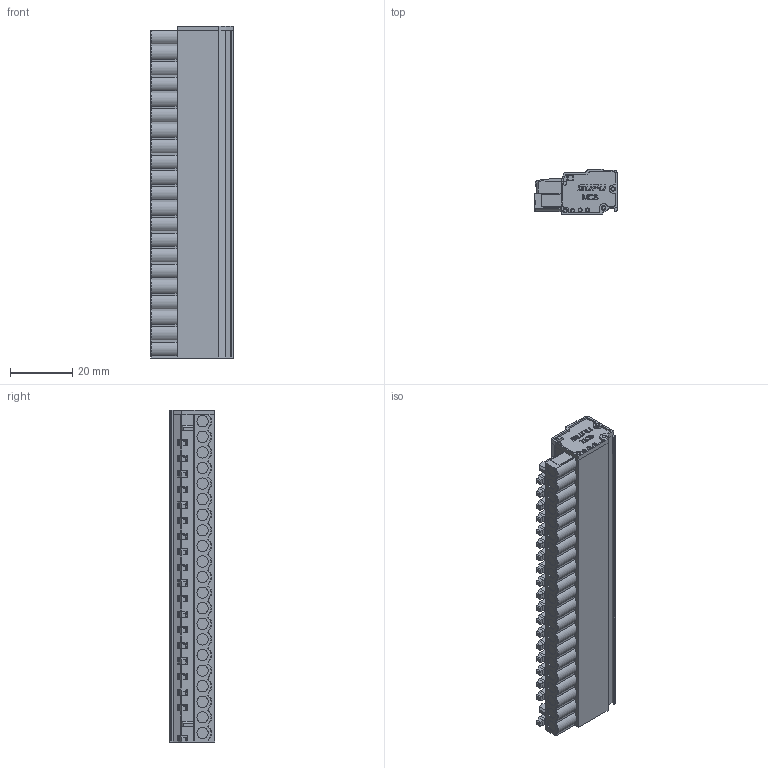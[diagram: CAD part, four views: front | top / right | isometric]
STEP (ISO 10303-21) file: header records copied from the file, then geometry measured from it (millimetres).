
FILE_DESCRIPTION(/* description */ (''),/* implementation_level */ '2;1');
FILE_NAME(/* name */ '450621.stp',/* time_stamp */ '2022-04-28T10:33:08+08:00',/* author */ (''),/* organization */ (''),/* preprocessor_version */ 'ST-DEVELOPER v16',/* originating_system */ 'SIEMENS PLM Software NX 10.0',/* authorisation */ '');
FILE_SCHEMA (('AP203_CONFIGURATION_CONTROLLED_3D_DESIGN_OF_MECHANICAL_PARTS_AND_ASSEMBLIES_MIM_LF { 1 0 10303 403 2 1 2}'));
Length unit declared in the file: millimetre
Products named in the file (1): syf025A069EB0x6n
Bounding box: 26.5 x 14.5 x 106.5 mm (x, y, z)
Volume: 30811.3 mm3; surface area: 11630.9 mm2
Topology: 1 solids, 32 shells, 1610 faces, 4247 edges, 2814 vertices
Faces by surface type: plane 1073, cylinder 379, cone 85, torus 33, extrusion 28, bspline 12
Entity records: 52676 total; most frequent: CARTESIAN_POINT 12428, ORIENTED_EDGE 8494, DIRECTION 7934, EDGE_CURVE 4247, VECTOR 2974, LINE 2946, VERTEX_POINT 2814, AXIS2_PLACEMENT_3D 2480
